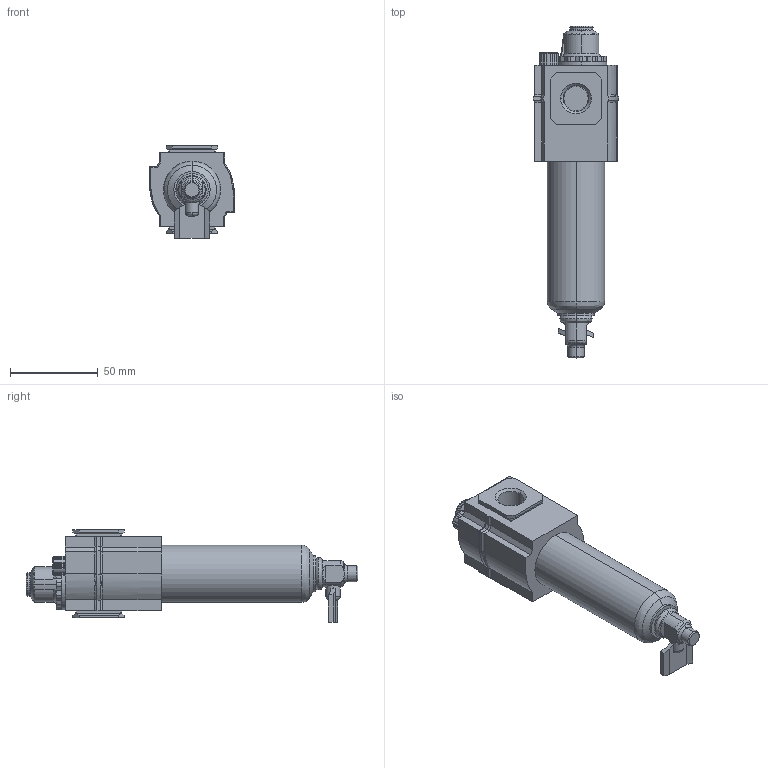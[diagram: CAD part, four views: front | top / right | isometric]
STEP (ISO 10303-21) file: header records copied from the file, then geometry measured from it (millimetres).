
FILE_DESCRIPTION (( 'STEP AP214' ), '1' );
FILE_NAME ('Norgren-L72C-3AP-QLN.STEP', '2020-12-08T21:57:40', ( '' ), ( '' ), 'SwSTEP 2.0', 'SolidWorks 2020', '' );
FILE_SCHEMA (( 'AUTOMOTIVE_DESIGN' ));
Length unit declared in the file: millimetre
Products named in the file (8): L72_ss_09_Q; Norgren-L72C-3AP-QLN; L_72-3_w; L72_ss_74; L72_ss_14; L_72l_Q; L72_ss_03; L72_ss_54
Assembly tree (7 placements, depth 3):
  Norgren-L72C-3AP-QLN
    L_72l_Q
      L72_ss_09_Q
      L72_ss_03
    L_72-3_w
      L72_ss_54
      L72_ss_14
      L72_ss_74
Bounding box: 48.4 x 188.85 x 52.83 mm (x, y, z)
Volume: 179580.3 mm3; surface area: 31712.4 mm2
Topology: 5 solids, 8 shells, 329 faces, 815 edges, 510 vertices
Faces by surface type: plane 140, cylinder 108, bspline 73, torus 8
Entity records: 13157 total; most frequent: CARTESIAN_POINT 4338, ORIENTED_EDGE 1622, DIRECTION 1502, EDGE_CURVE 811, AXIS2_PLACEMENT_3D 520, VERTEX_POINT 510, VECTOR 462, LINE 462
